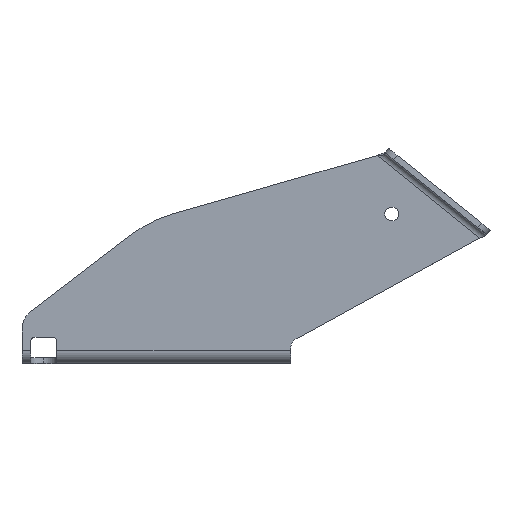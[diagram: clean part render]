
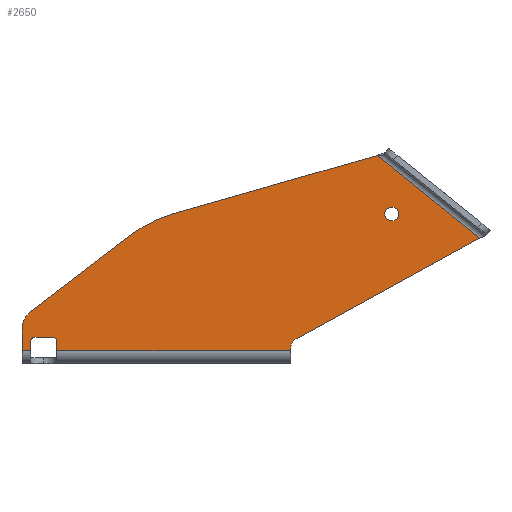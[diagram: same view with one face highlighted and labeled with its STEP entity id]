
A CAD part, top view. The second image highlights one B-rep face of the part: STEP entity #2650.
In plain terms, the highlighted planar face has unit normal (0, 0, 1).
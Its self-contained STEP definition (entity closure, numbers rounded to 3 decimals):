
#75 = FACE_BOUND ( 'NONE', #3354, .T. ) ;
#90 = VECTOR ( 'NONE', #2306, 1000. ) ;
#123 = VECTOR ( 'NONE', #2539, 1000. ) ;
#178 = EDGE_CURVE ( 'NONE', #647, #2490, #3237, .T. ) ;
#179 = CARTESIAN_POINT ( 'NONE',  ( -49., 10., 14.482 ) ) ;
#180 = ORIENTED_EDGE ( 'NONE', *, *, #2253, .F. ) ;
#192 = DIRECTION ( 'NONE',  ( 0.779, -0.627, 0. ) ) ;
#193 = ORIENTED_EDGE ( 'NONE', *, *, #2112, .T. ) ;
#202 = VECTOR ( 'NONE', #3089, 1000. ) ;
#204 = CIRCLE ( 'NONE', #681, 3.175 ) ;
#246 = AXIS2_PLACEMENT_3D ( 'NONE', #2357, #2644, #3523 ) ;
#268 = CARTESIAN_POINT ( 'NONE',  ( 100.974, 96.001, 14.482 ) ) ;
#325 = VERTEX_POINT ( 'NONE', #2433 ) ;
#345 = VERTEX_POINT ( 'NONE', #474 ) ;
#355 = AXIS2_PLACEMENT_3D ( 'NONE', #3318, #1922, #472 ) ;
#410 = VECTOR ( 'NONE', #192, 1000. ) ;
#424 = EDGE_CURVE ( 'NONE', #325, #1030, #3006, .T. ) ;
#466 = VERTEX_POINT ( 'NONE', #3561 ) ;
#472 = DIRECTION ( 'NONE',  ( 1., 0., 0. ) ) ;
#474 = CARTESIAN_POINT ( 'NONE',  ( -63., 5.825, 14.482 ) ) ;
#498 = LINE ( 'NONE', #2422, #3008 ) ;
#530 = ORIENTED_EDGE ( 'NONE', *, *, #2609, .T. ) ;
#531 = CARTESIAN_POINT ( 'NONE',  ( 104.588, 68.953, 14.482 ) ) ;
#588 = EDGE_CURVE ( 'NONE', #647, #2773, #932, .T. ) ;
#608 = LINE ( 'NONE', #3132, #3055 ) ;
#620 = CARTESIAN_POINT ( 'NONE',  ( -59.082, 23.827, 14.482 ) ) ;
#647 = VERTEX_POINT ( 'NONE', #1416 ) ;
#656 = CARTESIAN_POINT ( 'NONE',  ( 6.664, 68.958, 14.482 ) ) ;
#668 = EDGE_CURVE ( 'NONE', #1030, #345, #2267, .T. ) ;
#669 = VERTEX_POINT ( 'NONE', #915 ) ;
#681 = AXIS2_PLACEMENT_3D ( 'NONE', #894, #2027, #1987 ) ;
#686 = ORIENTED_EDGE ( 'NONE', *, *, #2737, .F. ) ;
#698 = EDGE_CURVE ( 'NONE', #466, #2906, #3417, .T. ) ;
#752 = CARTESIAN_POINT ( 'NONE',  ( 86.526, 107.617, 14.482 ) ) ;
#886 = LINE ( 'NONE', #3657, #123 ) ;
#894 = CARTESIAN_POINT ( 'NONE',  ( 107.763, 68.953, 14.482 ) ) ;
#915 = CARTESIAN_POINT ( 'NONE',  ( -63., 15.889, 14.482 ) ) ;
#932 = CIRCLE ( 'NONE', #2352, 2. ) ;
#945 = CARTESIAN_POINT ( 'NONE',  ( 0., 0., 14.482 ) ) ;
#979 = EDGE_CURVE ( 'NONE', #1626, #1410, #1313, .T. ) ;
#1000 = CARTESIAN_POINT ( 'NONE',  ( -13.287, 58.911, 14.482 ) ) ;
#1026 = CARTESIAN_POINT ( 'NONE',  ( 61., 6.866, 14.482 ) ) ;
#1029 = CARTESIAN_POINT ( 'NONE',  ( -49., 12., 14.482 ) ) ;
#1030 = VERTEX_POINT ( 'NONE', #1320 ) ;
#1043 = VECTOR ( 'NONE', #1052, 1000. ) ;
#1052 = DIRECTION ( 'NONE',  ( 0., -1., 0. ) ) ;
#1140 = ORIENTED_EDGE ( 'NONE', *, *, #1659, .F. ) ;
#1148 = LINE ( 'NONE', #1490, #3025 ) ;
#1203 = FACE_OUTER_BOUND ( 'NONE', #2195, .T. ) ;
#1221 = PLANE ( 'NONE',  #3326 ) ;
#1222 = VERTEX_POINT ( 'NONE', #531 ) ;
#1250 = ORIENTED_EDGE ( 'NONE', *, *, #698, .T. ) ;
#1259 = DIRECTION ( 'NONE',  ( 0., 0., -1. ) ) ;
#1267 = AXIS2_PLACEMENT_3D ( 'NONE', #2862, #1425, #1721 ) ;
#1292 = DIRECTION ( 'NONE',  ( 0.794, 0.608, 0. ) ) ;
#1313 = LINE ( 'NONE', #1865, #2293 ) ;
#1320 = CARTESIAN_POINT ( 'NONE',  ( -59., 5.825, 14.482 ) ) ;
#1323 = CARTESIAN_POINT ( 'NONE',  ( 107.763, 68.953, 14.482 ) ) ;
#1353 = CARTESIAN_POINT ( 'NONE',  ( -4.263, 65.825, 14.482 ) ) ;
#1360 = CARTESIAN_POINT ( 'NONE',  ( 148.457, 57.823, 14.482 ) ) ;
#1410 = VERTEX_POINT ( 'NONE', #1026 ) ;
#1416 = CARTESIAN_POINT ( 'NONE',  ( -47., 10., 14.482 ) ) ;
#1425 = DIRECTION ( 'NONE',  ( 0., 0., 1. ) ) ;
#1490 = CARTESIAN_POINT ( 'NONE',  ( -63., 0., 14.482 ) ) ;
#1520 = DIRECTION ( 'NONE',  ( 0., 0., -1. ) ) ;
#1626 = VERTEX_POINT ( 'NONE', #3112 ) ;
#1659 = EDGE_CURVE ( 'NONE', #1626, #2490, #608, .T. ) ;
#1701 = CARTESIAN_POINT ( 'NONE',  ( -47., 5.825, 14.482 ) ) ;
#1721 = DIRECTION ( 'NONE',  ( -1., 0., 0. ) ) ;
#1780 = CIRCLE ( 'NONE', #2891, 3.175 ) ;
#1847 = DIRECTION ( 'NONE',  ( 0., 1., 0. ) ) ;
#1851 = CIRCLE ( 'NONE', #246, 60. ) ;
#1857 = AXIS2_PLACEMENT_3D ( 'NONE', #2123, #1520, #3483 ) ;
#1865 = CARTESIAN_POINT ( 'NONE',  ( 61., 0., 14.482 ) ) ;
#1911 = DIRECTION ( 'NONE',  ( 0., 0., 1. ) ) ;
#1922 = DIRECTION ( 'NONE',  ( 0., 0., 1. ) ) ;
#1947 = DIRECTION ( 'NONE',  ( -1., 0., 0. ) ) ;
#1987 = DIRECTION ( 'NONE',  ( 1., 0., 0. ) ) ;
#1998 = VERTEX_POINT ( 'NONE', #620 ) ;
#2002 = EDGE_CURVE ( 'NONE', #3332, #1222, #204, .T. ) ;
#2027 = DIRECTION ( 'NONE',  ( 0., 0., 1. ) ) ;
#2112 = EDGE_CURVE ( 'NONE', #2134, #2129, #1851, .T. ) ;
#2121 = VECTOR ( 'NONE', #3649, 1000. ) ;
#2123 = CARTESIAN_POINT ( 'NONE',  ( 66., 6.866, 14.482 ) ) ;
#2129 = VERTEX_POINT ( 'NONE', #1000 ) ;
#2134 = VERTEX_POINT ( 'NONE', #656 ) ;
#2176 = ORIENTED_EDGE ( 'NONE', *, *, #3368, .T. ) ;
#2195 = EDGE_LOOP ( 'NONE', ( #3063, #3416, #1140, #2839, #530, #1250, #2219, #180, #193, #686, #2176, #2631, #3167, #2943, #2841, #2972 ) ) ;
#2219 = ORIENTED_EDGE ( 'NONE', *, *, #3296, .F. ) ;
#2253 = EDGE_CURVE ( 'NONE', #2134, #3382, #3596, .T. ) ;
#2267 = LINE ( 'NONE', #2287, #90 ) ;
#2287 = CARTESIAN_POINT ( 'NONE',  ( -63., 5.825, 14.482 ) ) ;
#2293 = VECTOR ( 'NONE', #1847, 1000. ) ;
#2306 = DIRECTION ( 'NONE',  ( -1., 0., 0. ) ) ;
#2333 = CIRCLE ( 'NONE', #1267, 10. ) ;
#2351 = DIRECTION ( 'NONE',  ( -1., 0., 0. ) ) ;
#2352 = AXIS2_PLACEMENT_3D ( 'NONE', #179, #1911, #1947 ) ;
#2357 = CARTESIAN_POINT ( 'NONE',  ( 23.203, 11.283, 14.482 ) ) ;
#2358 = ORIENTED_EDGE ( 'NONE', *, *, #2873, .F. ) ;
#2385 = EDGE_CURVE ( 'NONE', #2773, #3046, #886, .T. ) ;
#2422 = CARTESIAN_POINT ( 'NONE',  ( -4.263, 65.825, 14.482 ) ) ;
#2433 = CARTESIAN_POINT ( 'NONE',  ( -59., 10., 14.482 ) ) ;
#2435 = CIRCLE ( 'NONE', #355, 2. ) ;
#2467 = ORIENTED_EDGE ( 'NONE', *, *, #2002, .F. ) ;
#2490 = VERTEX_POINT ( 'NONE', #1701 ) ;
#2539 = DIRECTION ( 'NONE',  ( -1., 0., 0. ) ) ;
#2609 = EDGE_CURVE ( 'NONE', #1410, #466, #2917, .T. ) ;
#2631 = ORIENTED_EDGE ( 'NONE', *, *, #3369, .T. ) ;
#2644 = DIRECTION ( 'NONE',  ( 0., 0., 1. ) ) ;
#2650 = ADVANCED_FACE ( 'NONE', ( #1203, #75 ), #1221, .F. ) ;
#2737 = EDGE_CURVE ( 'NONE', #1998, #2129, #498, .T. ) ;
#2773 = VERTEX_POINT ( 'NONE', #1029 ) ;
#2775 = DIRECTION ( 'NONE',  ( 0., 0., 1. ) ) ;
#2811 = DIRECTION ( 'NONE',  ( 0., -1., 0. ) ) ;
#2837 = CARTESIAN_POINT ( 'NONE',  ( 61., 9.825, 14.482 ) ) ;
#2839 = ORIENTED_EDGE ( 'NONE', *, *, #979, .T. ) ;
#2841 = ORIENTED_EDGE ( 'NONE', *, *, #3190, .F. ) ;
#2850 = DIRECTION ( 'NONE',  ( -1., 0., 0. ) ) ;
#2862 = CARTESIAN_POINT ( 'NONE',  ( -53., 15.889, 14.482 ) ) ;
#2873 = EDGE_CURVE ( 'NONE', #1222, #3332, #1780, .T. ) ;
#2891 = AXIS2_PLACEMENT_3D ( 'NONE', #1323, #2775, #3623 ) ;
#2906 = VERTEX_POINT ( 'NONE', #1360 ) ;
#2917 = CIRCLE ( 'NONE', #1857, 5. ) ;
#2943 = ORIENTED_EDGE ( 'NONE', *, *, #424, .F. ) ;
#2972 = ORIENTED_EDGE ( 'NONE', *, *, #2385, .F. ) ;
#2988 = CARTESIAN_POINT ( 'NONE',  ( -59., 10., 14.482 ) ) ;
#3006 = LINE ( 'NONE', #2988, #1043 ) ;
#3008 = VECTOR ( 'NONE', #1292, 1000. ) ;
#3025 = VECTOR ( 'NONE', #2811, 1000. ) ;
#3046 = VERTEX_POINT ( 'NONE', #3349 ) ;
#3055 = VECTOR ( 'NONE', #2850, 1000. ) ;
#3063 = ORIENTED_EDGE ( 'NONE', *, *, #588, .F. ) ;
#3089 = DIRECTION ( 'NONE',  ( 0.877, 0.481, 0. ) ) ;
#3112 = CARTESIAN_POINT ( 'NONE',  ( 61., 5.825, 14.482 ) ) ;
#3132 = CARTESIAN_POINT ( 'NONE',  ( -63., 5.825, 14.482 ) ) ;
#3142 = CARTESIAN_POINT ( 'NONE',  ( 110.938, 68.953, 14.482 ) ) ;
#3167 = ORIENTED_EDGE ( 'NONE', *, *, #668, .F. ) ;
#3190 = EDGE_CURVE ( 'NONE', #3046, #325, #2435, .T. ) ;
#3237 = LINE ( 'NONE', #3553, #2121 ) ;
#3296 = EDGE_CURVE ( 'NONE', #3382, #2906, #3562, .T. ) ;
#3318 = CARTESIAN_POINT ( 'NONE',  ( -57., 10., 14.482 ) ) ;
#3326 = AXIS2_PLACEMENT_3D ( 'NONE', #945, #1259, #2351 ) ;
#3332 = VERTEX_POINT ( 'NONE', #3142 ) ;
#3349 = CARTESIAN_POINT ( 'NONE',  ( -57., 12., 14.482 ) ) ;
#3354 = EDGE_LOOP ( 'NONE', ( #2467, #2358 ) ) ;
#3368 = EDGE_CURVE ( 'NONE', #1998, #669, #2333, .T. ) ;
#3369 = EDGE_CURVE ( 'NONE', #669, #345, #1148, .T. ) ;
#3382 = VERTEX_POINT ( 'NONE', #268 ) ;
#3416 = ORIENTED_EDGE ( 'NONE', *, *, #178, .T. ) ;
#3417 = LINE ( 'NONE', #2837, #202 ) ;
#3483 = DIRECTION ( 'NONE',  ( -1., 0., 0. ) ) ;
#3492 = VECTOR ( 'NONE', #3559, 1000. ) ;
#3523 = DIRECTION ( 'NONE',  ( -1., 0., 0. ) ) ;
#3553 = CARTESIAN_POINT ( 'NONE',  ( -47., 0., 14.482 ) ) ;
#3559 = DIRECTION ( 'NONE',  ( 0.961, 0.276, 0. ) ) ;
#3561 = CARTESIAN_POINT ( 'NONE',  ( 63.594, 11.249, 14.482 ) ) ;
#3562 = LINE ( 'NONE', #752, #410 ) ;
#3596 = LINE ( 'NONE', #1353, #3492 ) ;
#3623 = DIRECTION ( 'NONE',  ( 1., 0., 0. ) ) ;
#3649 = DIRECTION ( 'NONE',  ( 0., -1., 0. ) ) ;
#3657 = CARTESIAN_POINT ( 'NONE',  ( -57., 12., 14.482 ) ) ;
